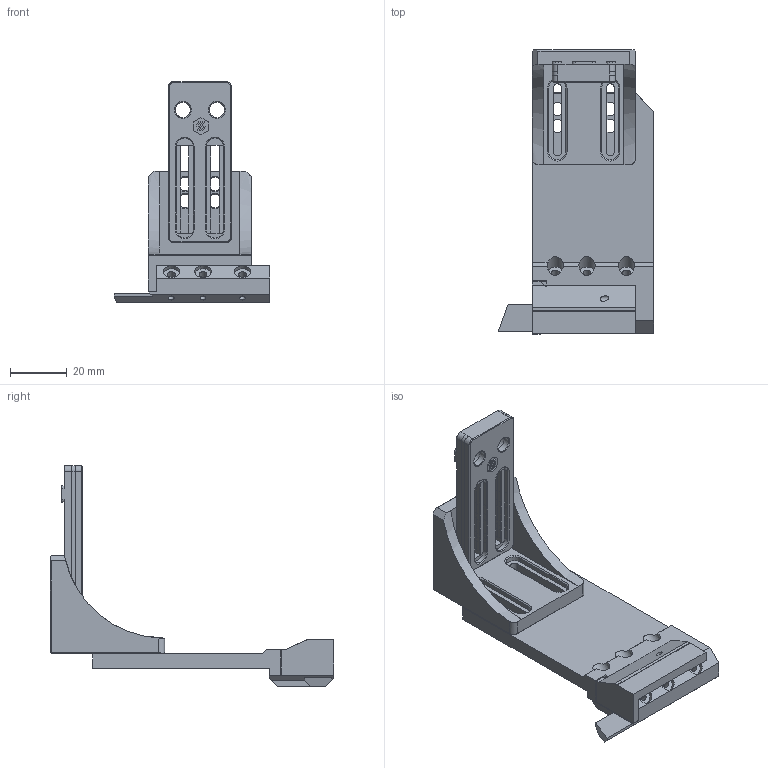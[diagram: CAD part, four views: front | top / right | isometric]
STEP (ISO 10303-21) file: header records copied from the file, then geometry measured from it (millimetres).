
FILE_DESCRIPTION(/* description */ ('','CAx-IF Rec.Pracs.---Representation and Presentation of Product Manufacturing Information (PMI)---4.0---2014-10-13'),/* implementation_level */ '2;1');
FILE_NAME(/* name */ 'Scrubber Assembly v16.step',/* time_stamp */ '2025-02-04T15:49:28+08:00',/* author */ (''),/* organization */ (''),/* preprocessor_version */ 'ST-DEVELOPER v20',/* originating_system */ 'Autodesk Translation Framework v13.20.0.188',/* authorisation */ '');
FILE_SCHEMA (('AP242_MANAGED_MODEL_BASED_3D_ENGINEERING_MIM_LF { 1 0 10303 442 1 1 4 }'));
Length unit declared in the file: millimetre
Products named in the file (14): Scrubber Assembly; pcb_klicky; Klicky Probe; Dock Mount variable Assembly; pcb_klicky_1; Klicky Probe_1; Dock Mount variable Assembly_1; SlidingBrush; BrushHead; Slider; Base; pcb_klicky_2; Klicky Probe_2; Dock Mount variable Assembly_2
Assembly tree (13 placements, depth 4):
  Scrubber Assembly
    pcb_klicky
      Klicky Probe
        Dock Mount variable Assembly
    pcb_klicky_1
      Klicky Probe_1
        Dock Mount variable Assembly_1
    SlidingBrush
      BrushHead
        Slider
        Base
    pcb_klicky_2
      Klicky Probe_2
        Dock Mount variable Assembly_2
Bounding box: 54.76 x 99.87 x 77.72 mm (x, y, z)
Volume: 44485.9 mm3; surface area: 26114.4 mm2
Topology: 4 solids, 4 shells, 506 faces, 1293 edges, 810 vertices
Faces by surface type: plane 379, cylinder 101, cone 26
Full cylindrical faces by diameter (mm): 1.6 x1, 2 x7, 2.8 x13, 4.1 x2, 4.2 x2, 4.7 x8, 5.4 x6, 5.8 x6
Entity records: 15517 total; most frequent: CARTESIAN_POINT 2655, DIRECTION 2606, ORIENTED_EDGE 2586, EDGE_CURVE 1293, LINE 1044, VECTOR 1044, VERTEX_POINT 810, AXIS2_PLACEMENT_3D 781
